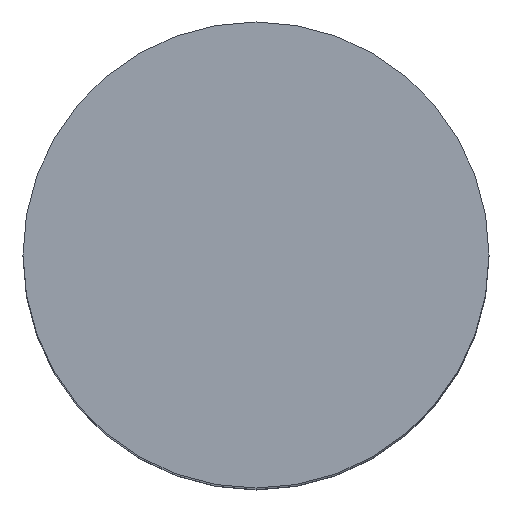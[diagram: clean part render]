
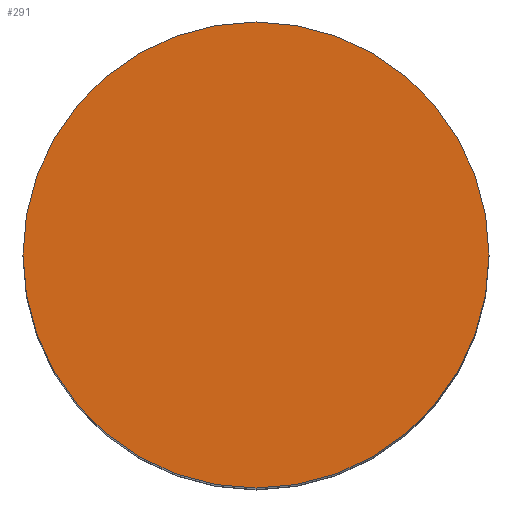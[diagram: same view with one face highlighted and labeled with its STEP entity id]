
A CAD part, top view. The second image highlights one B-rep face of the part: STEP entity #291.
In plain terms, the highlighted planar face has unit normal (0, 0, 1).
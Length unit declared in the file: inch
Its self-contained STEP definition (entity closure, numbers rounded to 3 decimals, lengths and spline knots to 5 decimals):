
#9 = AXIS2_PLACEMENT_3D ( 'NONE', #177, #135, #242 ) ;
#17 = AXIS2_PLACEMENT_3D ( 'NONE', #271, #277, #276 ) ;
#21 = AXIS2_PLACEMENT_3D ( 'NONE', #332, #334, #335 ) ;
#37 = EDGE_CURVE ( 'NONE', #306, #301, #167, .T. ) ;
#43 = EDGE_CURVE ( 'NONE', #301, #306, #113, .T. ) ;
#70 = FACE_OUTER_BOUND ( 'NONE', #128, .T. ) ;
#113 = CIRCLE ( 'NONE', #17, 0.0395 ) ;
#128 = EDGE_LOOP ( 'NONE', ( #194, #154 ) ) ;
#135 = DIRECTION ( 'NONE',  ( 0., 0., 1. ) ) ;
#154 = ORIENTED_EDGE ( 'NONE', *, *, #43, .F. ) ;
#167 = CIRCLE ( 'NONE', #21, 0.0395 ) ;
#177 = CARTESIAN_POINT ( 'NONE',  ( 0., 0., 0.19 ) ) ;
#194 = ORIENTED_EDGE ( 'NONE', *, *, #37, .F. ) ;
#232 = CARTESIAN_POINT ( 'NONE',  ( 0., 0.0395, 0.19 ) ) ;
#241 = PLANE ( 'NONE',  #9 ) ;
#242 = DIRECTION ( 'NONE',  ( 0., -1., 0. ) ) ;
#251 = CARTESIAN_POINT ( 'NONE',  ( 0., -0.0395, 0.19 ) ) ;
#271 = CARTESIAN_POINT ( 'NONE',  ( 0., 0., 0.19 ) ) ;
#276 = DIRECTION ( 'NONE',  ( 0., 1., 0. ) ) ;
#277 = DIRECTION ( 'NONE',  ( 0., 0., -1. ) ) ;
#291 = ADVANCED_FACE ( 'NONE', ( #70 ), #241, .T. ) ;
#301 = VERTEX_POINT ( 'NONE', #251 ) ;
#306 = VERTEX_POINT ( 'NONE', #232 ) ;
#332 = CARTESIAN_POINT ( 'NONE',  ( 0., 0., 0.19 ) ) ;
#334 = DIRECTION ( 'NONE',  ( 0., 0., -1. ) ) ;
#335 = DIRECTION ( 'NONE',  ( 0., 1., 0. ) ) ;
